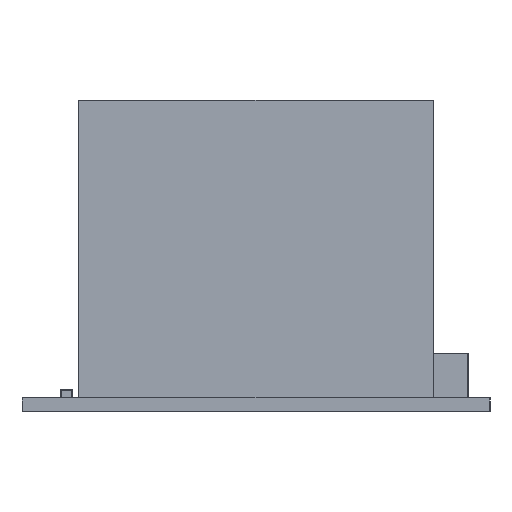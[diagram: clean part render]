
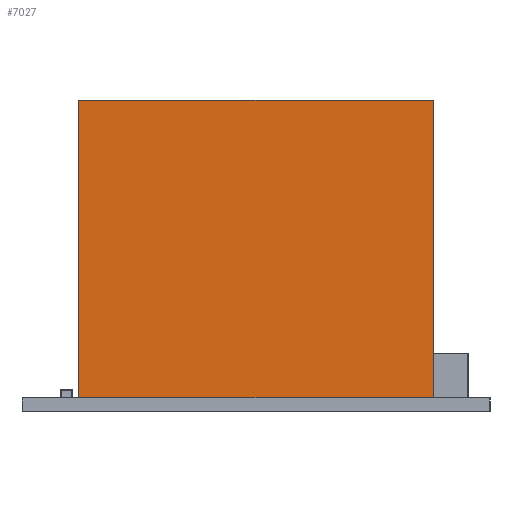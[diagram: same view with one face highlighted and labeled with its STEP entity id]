
A CAD part, left-side view. The second image highlights one B-rep face of the part: STEP entity #7027.
In plain terms, the highlighted planar face has unit normal (-1, 0, 0).
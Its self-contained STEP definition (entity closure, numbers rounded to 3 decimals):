
#7027 = ADVANCED_FACE('',(#7028),#7062,.F.);
#7028 = FACE_BOUND('',#7029,.F.);
#7029 = EDGE_LOOP('',(#7030,#7040,#7048,#7056));
#7030 = ORIENTED_EDGE('',*,*,#7031,.T.);
#7031 = EDGE_CURVE('',#7032,#7034,#7036,.T.);
#7032 = VERTEX_POINT('',#7033);
#7033 = CARTESIAN_POINT('',(-10.9,7.95,0.));
#7034 = VERTEX_POINT('',#7035);
#7035 = CARTESIAN_POINT('',(-10.9,7.95,13.35));
#7036 = LINE('',#7037,#7038);
#7037 = CARTESIAN_POINT('',(-10.9,7.95,0.));
#7038 = VECTOR('',#7039,1.);
#7039 = DIRECTION('',(0.,0.,1.));
#7040 = ORIENTED_EDGE('',*,*,#7041,.T.);
#7041 = EDGE_CURVE('',#7034,#7042,#7044,.T.);
#7042 = VERTEX_POINT('',#7043);
#7043 = CARTESIAN_POINT('',(-10.9,-7.95,13.35));
#7044 = LINE('',#7045,#7046);
#7045 = CARTESIAN_POINT('',(-10.9,7.95,13.35));
#7046 = VECTOR('',#7047,1.);
#7047 = DIRECTION('',(0.,-1.,0.));
#7048 = ORIENTED_EDGE('',*,*,#7049,.F.);
#7049 = EDGE_CURVE('',#7050,#7042,#7052,.T.);
#7050 = VERTEX_POINT('',#7051);
#7051 = CARTESIAN_POINT('',(-10.9,-7.95,0.));
#7052 = LINE('',#7053,#7054);
#7053 = CARTESIAN_POINT('',(-10.9,-7.95,0.));
#7054 = VECTOR('',#7055,1.);
#7055 = DIRECTION('',(0.,0.,1.));
#7056 = ORIENTED_EDGE('',*,*,#7057,.F.);
#7057 = EDGE_CURVE('',#7032,#7050,#7058,.T.);
#7058 = LINE('',#7059,#7060);
#7059 = CARTESIAN_POINT('',(-10.9,7.95,0.));
#7060 = VECTOR('',#7061,1.);
#7061 = DIRECTION('',(0.,-1.,0.));
#7062 = PLANE('',#7063);
#7063 = AXIS2_PLACEMENT_3D('',#7064,#7065,#7066);
#7064 = CARTESIAN_POINT('',(-10.9,7.95,0.));
#7065 = DIRECTION('',(1.,0.,0.));
#7066 = DIRECTION('',(0.,-1.,0.));
